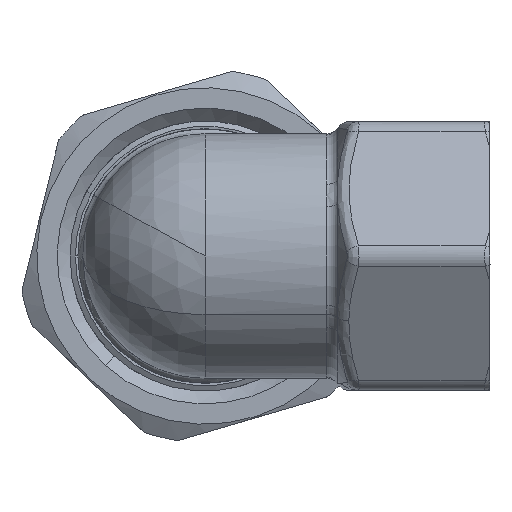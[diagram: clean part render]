
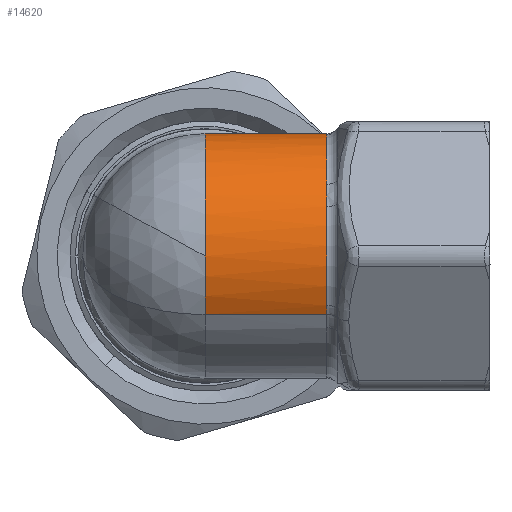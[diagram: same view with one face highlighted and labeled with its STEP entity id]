
A CAD part, left-side view. The second image highlights one B-rep face of the part: STEP entity #14620.
In plain terms, the highlighted cylindrical face has radius 9 mm (diameter 18 mm), a partial arc.
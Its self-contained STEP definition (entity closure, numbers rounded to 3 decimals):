
#12947=CARTESIAN_POINT('Vertex',(6.959,-8.98,5.707)) ;
#13768=CARTESIAN_POINT('Vertex',(-7.898,-8.981,-4.315)) ;
#13819=CARTESIAN_POINT('Vertex',(-0.95,-8.98,8.95)) ;
#13822=CARTESIAN_POINT('Axis2P3D Location',(0.,-8.98,0.)) ;
#13826=CARTESIAN_POINT('Vertex',(-7.276,-8.98,5.298)) ;
#13879=CARTESIAN_POINT('Control Point',(-8.226,-8.98,3.652)) ;
#13880=CARTESIAN_POINT('Control Point',(-8.069,-8.98,4.005)) ;
#13881=CARTESIAN_POINT('Control Point',(-7.897,-8.982,4.342)) ;
#13882=CARTESIAN_POINT('Control Point',(-7.709,-8.982,4.668)) ;
#13883=CARTESIAN_POINT('Control Point',(-7.503,-8.98,4.986)) ;
#13884=CARTESIAN_POINT('Control Point',(-7.276,-8.98,5.298)) ;
#13885=CARTESIAN_POINT('Vertex',(-8.226,-8.98,3.652)) ;
#13907=CARTESIAN_POINT('Axis2P3D Location',(0.,-8.98,0.)) ;
#13911=CARTESIAN_POINT('Vertex',(-8.226,-8.98,-3.652)) ;
#13964=CARTESIAN_POINT('Control Point',(-8.226,-8.98,-3.652)) ;
#13965=CARTESIAN_POINT('Control Point',(-8.165,-8.98,-3.789)) ;
#13966=CARTESIAN_POINT('Control Point',(-8.102,-8.981,-3.923)) ;
#13967=CARTESIAN_POINT('Control Point',(-8.036,-8.981,-4.056)) ;
#13968=CARTESIAN_POINT('Control Point',(-7.969,-8.981,-4.186)) ;
#13969=CARTESIAN_POINT('Control Point',(-7.898,-8.981,-4.315)) ;
#14021=CARTESIAN_POINT('Vertex',(0.95,-8.98,8.95)) ;
#14025=CARTESIAN_POINT('Control Point',(-0.95,-8.98,8.95)) ;
#14026=CARTESIAN_POINT('Control Point',(-0.566,-8.98,8.99)) ;
#14027=CARTESIAN_POINT('Control Point',(-0.188,-8.982,9.01)) ;
#14028=CARTESIAN_POINT('Control Point',(0.188,-8.982,9.01)) ;
#14029=CARTESIAN_POINT('Control Point',(0.566,-8.98,8.99)) ;
#14030=CARTESIAN_POINT('Control Point',(0.95,-8.98,8.95)) ;
#14044=CARTESIAN_POINT('Axis2P3D Location',(0.,-8.98,0.)) ;
#14398=CARTESIAN_POINT('Vertex',(6.959,-7.964,5.707)) ;
#14401=CARTESIAN_POINT('Line Origine',(6.959,-8.472,5.707)) ;
#14539=CARTESIAN_POINT('Axis2P3D Location',(0.,-6.808,0.)) ;
#14544=CARTESIAN_POINT('Line Origine',(-7.898,-4.75,-4.315)) ;
#14548=CARTESIAN_POINT('Vertex',(-7.898,0.,-4.315)) ;
#14586=CARTESIAN_POINT('Control Point',(0.,0.,9.)) ;
#14587=CARTESIAN_POINT('Control Point',(1.484,-1.699,9.)) ;
#14588=CARTESIAN_POINT('Control Point',(2.97,-3.399,8.693)) ;
#14589=CARTESIAN_POINT('Control Point',(4.412,-5.049,8.084)) ;
#14590=CARTESIAN_POINT('Control Point',(5.801,-6.639,7.119)) ;
#14591=CARTESIAN_POINT('Control Point',(6.959,-7.964,5.707)) ;
#14592=CARTESIAN_POINT('Vertex',(0.,0.,9.)) ;
#14595=CARTESIAN_POINT('Axis2P3D Location',(0.,0.,0.)) ;
#14599=CARTESIAN_POINT('Vertex',(-9.,0.,0.)) ;
#14602=CARTESIAN_POINT('Axis2P3D Location',(0.,0.,0.)) ;
#14403=VECTOR('Line Direction',#14402,1.) ;
#14546=VECTOR('Line Direction',#14545,1.) ;
#13823=DIRECTION('Axis2P3D Direction',(0.,-1.,-0.)) ;
#13908=DIRECTION('Axis2P3D Direction',(0.,-1.,0.)) ;
#14045=DIRECTION('Axis2P3D Direction',(0.,-1.,-0.)) ;
#14402=DIRECTION('Vector Direction',(0.,-1.,0.)) ;
#14540=DIRECTION('Axis2P3D Direction',(0.,-1.,0.)) ;
#14541=DIRECTION('Axis2P3D XDirection',(-0.878,-0.,-0.479)) ;
#14545=DIRECTION('Vector Direction',(0.,-1.,0.)) ;
#14596=DIRECTION('Axis2P3D Direction',(0.,-1.,0.)) ;
#14603=DIRECTION('Axis2P3D Direction',(0.,-1.,0.)) ;
#13824=AXIS2_PLACEMENT_3D('Circle Axis2P3D',#13822,#13823,$) ;
#13909=AXIS2_PLACEMENT_3D('Circle Axis2P3D',#13907,#13908,$) ;
#14046=AXIS2_PLACEMENT_3D('Circle Axis2P3D',#14044,#14045,$) ;
#14542=AXIS2_PLACEMENT_3D('Cylinder Axis2P3D',#14539,#14540,#14541) ;
#14597=AXIS2_PLACEMENT_3D('Circle Axis2P3D',#14595,#14596,$) ;
#14604=AXIS2_PLACEMENT_3D('Circle Axis2P3D',#14602,#14603,$) ;
#14404=LINE('Line',#14401,#14403) ;
#14547=LINE('Line',#14544,#14546) ;
#13825=CIRCLE('generated circle',#13824,9.) ;
#13910=CIRCLE('generated circle',#13909,9.) ;
#14047=CIRCLE('generated circle',#14046,9.) ;
#14598=CIRCLE('generated circle',#14597,9.) ;
#14605=CIRCLE('generated circle',#14604,9.) ;
#14543=CYLINDRICAL_SURFACE('generated cylinder',#14542,9.) ;
#13828=EDGE_CURVE('',#13827,#13820,#13825,.F.) ;
#13887=EDGE_CURVE('',#13886,#13827,#13878,.T.) ;
#13913=EDGE_CURVE('',#13912,#13886,#13910,.F.) ;
#13970=EDGE_CURVE('',#13769,#13912,#13963,.F.) ;
#14031=EDGE_CURVE('',#13820,#14022,#14024,.T.) ;
#14048=EDGE_CURVE('',#14022,#12948,#14047,.F.) ;
#14405=EDGE_CURVE('',#14399,#12948,#14404,.T.) ;
#14550=EDGE_CURVE('',#13769,#14549,#14547,.F.) ;
#14594=EDGE_CURVE('',#14399,#14593,#14585,.F.) ;
#14601=EDGE_CURVE('',#14593,#14600,#14598,.T.) ;
#14606=EDGE_CURVE('',#14600,#14549,#14605,.T.) ;
#14608=ORIENTED_EDGE('',*,*,#14405,.F.) ;
#14609=ORIENTED_EDGE('',*,*,#14594,.T.) ;
#14610=ORIENTED_EDGE('',*,*,#14601,.T.) ;
#14611=ORIENTED_EDGE('',*,*,#14606,.T.) ;
#14612=ORIENTED_EDGE('',*,*,#14550,.F.) ;
#14613=ORIENTED_EDGE('',*,*,#13970,.T.) ;
#14614=ORIENTED_EDGE('',*,*,#13913,.T.) ;
#14615=ORIENTED_EDGE('',*,*,#13887,.T.) ;
#14616=ORIENTED_EDGE('',*,*,#13828,.T.) ;
#14617=ORIENTED_EDGE('',*,*,#14031,.T.) ;
#14618=ORIENTED_EDGE('',*,*,#14048,.T.) ;
#14607=EDGE_LOOP('',(#14608,#14609,#14610,#14611,#14612,#14613,#14614,#14615,#14616,#14617,#14618)) ;
#12948=VERTEX_POINT('',#12947) ;
#13769=VERTEX_POINT('',#13768) ;
#13820=VERTEX_POINT('',#13819) ;
#13827=VERTEX_POINT('',#13826) ;
#13886=VERTEX_POINT('',#13885) ;
#13912=VERTEX_POINT('',#13911) ;
#14022=VERTEX_POINT('',#14021) ;
#14399=VERTEX_POINT('',#14398) ;
#14549=VERTEX_POINT('',#14548) ;
#14593=VERTEX_POINT('',#14592) ;
#14600=VERTEX_POINT('',#14599) ;
#14620=ADVANCED_FACE('PartBody',(#14619),#14543,.T.) ;
#13878=B_SPLINE_CURVE_WITH_KNOTS('',5,(#13879,#13880,#13881,#13882,#13883,#13884),.UNSPECIFIED.,.F.,.U.,(6,6),(37.446,58.773),.UNSPECIFIED.) ;
#13963=B_SPLINE_CURVE_WITH_KNOTS('',5,(#13964,#13965,#13966,#13967,#13968,#13969),.UNSPECIFIED.,.F.,.U.,(6,6),(48.077,56.343),.UNSPECIFIED.) ;
#14024=B_SPLINE_CURVE_WITH_KNOTS('',5,(#14025,#14026,#14027,#14028,#14029,#14030),.UNSPECIFIED.,.F.,.U.,(6,6),(44.162,65.494),.UNSPECIFIED.) ;
#14585=B_SPLINE_CURVE_WITH_KNOTS('',5,(#14586,#14587,#14588,#14589,#14590,#14591),.UNSPECIFIED.,.F.,.U.,(6,6),(0.,15.951),.UNSPECIFIED.) ;
#14619=FACE_OUTER_BOUND('',#14607,.T.) ;
